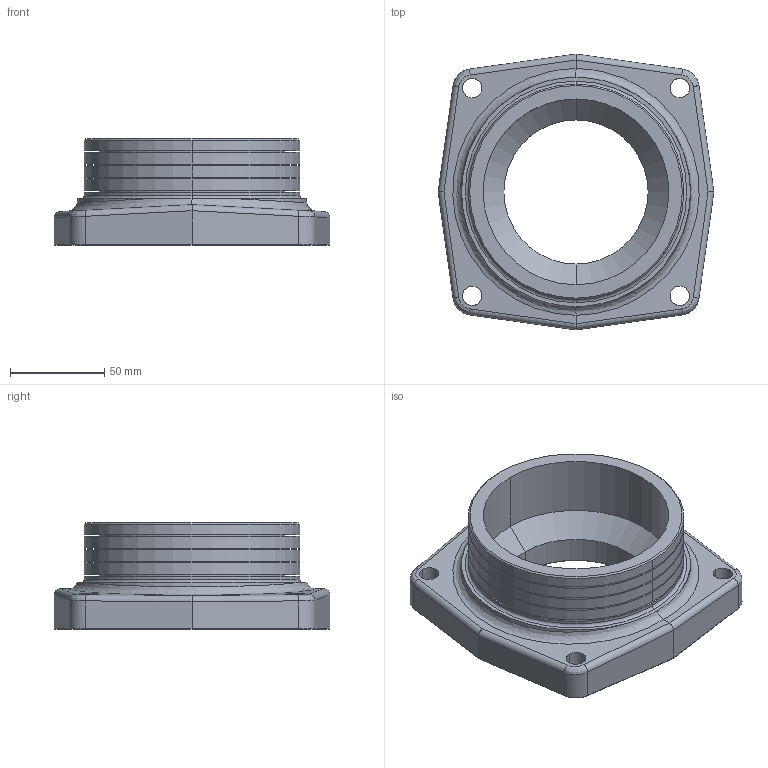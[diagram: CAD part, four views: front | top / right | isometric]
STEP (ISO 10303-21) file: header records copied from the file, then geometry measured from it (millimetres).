
FILE_DESCRIPTION((''),'2;1');
FILE_NAME('3_P12SH','2013-01-16T',('sobri'),(''),'PRO/ENGINEER BY PARAMETRIC TECHNOLOGY CORPORATION, 2011180','PRO/ENGINEER BY PARAMETRIC TECHNOLOGY CORPORATION, 2011180','');
FILE_SCHEMA(('CONFIG_CONTROL_DESIGN'));
Length unit declared in the file: inch
Products named in the file (1): 3_P12SH
Bounding box: 146.05 x 146.05 x 56.62 mm (x, y, z)
Surface area: 64295.6 mm2 (no closed solid volume)
Topology: 0 solids, 4 shells, 75 faces, 178 edges, 106 vertices
Faces by surface type: cylinder 42, plane 13, cone 8, torus 6, bspline 6
Entity records: 2814 total; most frequent: CARTESIAN_POINT 1083, DIRECTION 352, ORIENTED_EDGE 340, EDGE_CURVE 178, AXIS2_PLACEMENT_3D 139, VERTEX_POINT 106, EDGE_LOOP 86, FACE_OUTER_BOUND 75
